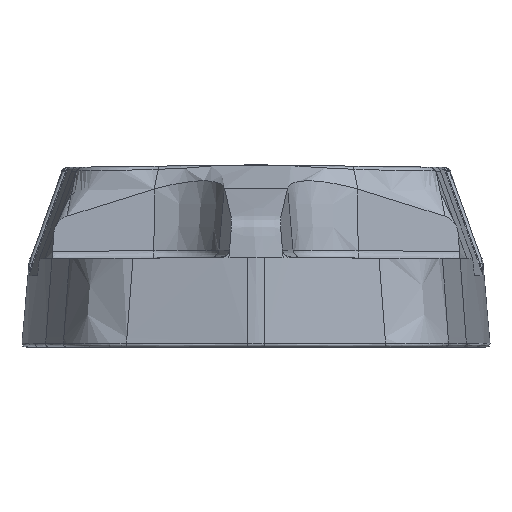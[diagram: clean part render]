
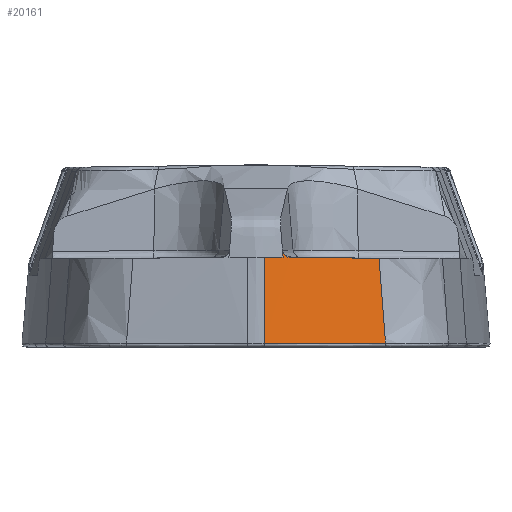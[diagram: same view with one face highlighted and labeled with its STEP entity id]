
A CAD part, left-side view. The second image highlights one B-rep face of the part: STEP entity #20161.
In plain terms, the highlighted free-form (B-spline) face has degree [1, 3] with [2, 10] control points.
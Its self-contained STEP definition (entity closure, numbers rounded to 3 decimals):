
#172 = CARTESIAN_POINT ( 'NONE',  ( -99.23, -6.592, 18.706 ) ) ;
#529 = CARTESIAN_POINT ( 'NONE',  ( -99.254, -6.169, 19.026 ) ) ;
#844 = EDGE_CURVE ( 'NONE', #23714, #12132, #20442, .T. ) ;
#864 = CARTESIAN_POINT ( 'NONE',  ( -91.46, -39.439, 44.411 ) ) ;
#969 = ORIENTED_EDGE ( 'NONE', *, *, #30659, .T. ) ;
#993 = CARTESIAN_POINT ( 'NONE',  ( -96.864, -38.678, -14.371 ) ) ;
#2428 = B_SPLINE_CURVE_WITH_KNOTS ( 'NONE', 3,
 ( #23359, #26351, #34780, #23242, #172, #14857, #529, #5969, #20632, #3089 ),
 .UNSPECIFIED., .F., .F.,
 ( 4, 2, 2, 2, 4 ),
 ( 0., 0.001, 0.001, 0.002, 0.002 ),
 .UNSPECIFIED. ) ;
#3089 = CARTESIAN_POINT ( 'NONE',  ( -99.247, -5.798, 19.625 ) ) ;
#3289 = ORIENTED_EDGE ( 'NONE', *, *, #31943, .T. ) ;
#3768 = CARTESIAN_POINT ( 'NONE',  ( -91.644, -38.538, 44.411 ) ) ;
#3889 = CARTESIAN_POINT ( 'NONE',  ( -100.859, 108.064, -14.371 ) ) ;
#4589 = CARTESIAN_POINT ( 'NONE',  ( -101.441, -1.765, 0.062 ) ) ;
#5221 = CARTESIAN_POINT ( 'NONE',  ( -99.343, -5.82, 18.511 ) ) ;
#5482 = EDGE_CURVE ( 'NONE', #30668, #23714, #26650, .T. ) ;
#5666 = ORIENTED_EDGE ( 'NONE', *, *, #9035, .T. ) ;
#5969 = CARTESIAN_POINT ( 'NONE',  ( -99.257, -5.951, 19.302 ) ) ;
#6172 = CARTESIAN_POINT ( 'NONE',  ( -97.631, -27.853, 0.424 ) ) ;
#6244 = CARTESIAN_POINT ( 'NONE',  ( -99.343, -5.82, 18.511 ) ) ;
#6257 = CARTESIAN_POINT ( 'NONE',  ( -97.663, -27.885, 0.001 ) ) ;
#6761 = CARTESIAN_POINT ( 'NONE',  ( -99.483, 78.308, 44.411 ) ) ;
#6867 = CARTESIAN_POINT ( 'NONE',  ( -96.283, -26.494, 18.331 ) ) ;
#7322 = ORIENTED_EDGE ( 'NONE', *, *, #5482, .F. ) ;
#7546 = VERTEX_POINT ( 'NONE', #6244 ) ;
#8981 = EDGE_CURVE ( 'NONE', #27691, #12132, #36761, .T. ) ;
#9035 = EDGE_CURVE ( 'NONE', #30668, #16428, #31243, .T. ) ;
#9751 = CARTESIAN_POINT ( 'NONE',  ( -95.771, 107.226, 44.411 ) ) ;
#10198 = CARTESIAN_POINT ( 'NONE',  ( -100.624, -1.769, 9.346 ) ) ;
#10444 = CARTESIAN_POINT ( 'NONE',  ( -101.162, -1.767, 3.238 ) ) ;
#10703 = CARTESIAN_POINT ( 'NONE',  ( -97.663, -27.885, 0.001 ) ) ;
#11111 = B_SPLINE_CURVE_WITH_KNOTS ( 'NONE', 3,
 ( #5221, #31124, #34031, #16875 ),
 .UNSPECIFIED., .F., .F.,
 ( 4, 4 ),
 ( 0., 0.001 ),
 .UNSPECIFIED. ) ;
#11312 = FACE_OUTER_BOUND ( 'NONE', #19783, .T. ) ;
#11558 = CARTESIAN_POINT ( 'NONE',  ( -97.567, -27.789, 1.271 ) ) ;
#12132 = VERTEX_POINT ( 'NONE', #10703 ) ;
#12280 = CARTESIAN_POINT ( 'NONE',  ( -104.618, 78.773, -14.371 ) ) ;
#12662 = CARTESIAN_POINT ( 'NONE',  ( -93.433, 138.991, -14.371 ) ) ;
#12884 = B_SPLINE_SURFACE_WITH_KNOTS ( 'NONE', 1, 3, ( 
 ( #29678, #15043, #993, #35218, #26940, #12280, #3889, #35099, #32705, #12662 ),
 ( #864, #3768, #29800, #17947, #32451, #6761, #9751, #32575, #32201, #35597 ) ),
 .UNSPECIFIED., .F., .F., .F.,
 ( 2, 2 ),
 ( 4, 2, 2, 2, 4 ),
 ( -0.095, 1.485 ),
 ( -0.016, 0., 0.5, 1., 1.016 ),
 .UNSPECIFIED. ) ;
#13114 = CARTESIAN_POINT ( 'NONE',  ( -100.893, -1.768, 6.292 ) ) ;
#13186 = CARTESIAN_POINT ( 'NONE',  ( -99.81, -1.772, 18.533 ) ) ;
#13238 = CARTESIAN_POINT ( 'NONE',  ( -101.431, -1.765, 0.184 ) ) ;
#13584 = VERTEX_POINT ( 'NONE', #13186 ) ;
#14857 = CARTESIAN_POINT ( 'NONE',  ( -99.249, -6.301, 18.904 ) ) ;
#15043 = CARTESIAN_POINT ( 'NONE',  ( -96.678, -39.591, -14.371 ) ) ;
#15666 = CARTESIAN_POINT ( 'NONE',  ( -98.339, -13.828, 18.457 ) ) ;
#16063 = ORIENTED_EDGE ( 'NONE', *, *, #844, .F. ) ;
#16428 = VERTEX_POINT ( 'NONE', #30941 ) ;
#16875 = CARTESIAN_POINT ( 'NONE',  ( -99.247, -5.798, 19.625 ) ) ;
#17947 = CARTESIAN_POINT ( 'NONE',  ( -97.746, -8.678, 44.411 ) ) ;
#18734 = CARTESIAN_POINT ( 'NONE',  ( -99.247, -5.798, 19.625 ) ) ;
#18768 = CARTESIAN_POINT ( 'NONE',  ( -100.084, -1.772, 15.471 ) ) ;
#19783 = EDGE_LOOP ( 'NONE', ( #25281, #31318, #16063, #7322, #5666, #969, #28226, #3289 ) ) ;
#20107 = CARTESIAN_POINT ( 'NONE',  ( -96.71, -26.926, 12.645 ) ) ;
#20161 = ADVANCED_FACE ( 'NONE', ( #11312 ), #12884, .T. ) ;
#20225 = CARTESIAN_POINT ( 'NONE',  ( -97.663, -27.885, 0.001 ) ) ;
#20442 = B_SPLINE_CURVE_WITH_KNOTS ( 'NONE', 3,
 ( #11558, #34493, #6172, #20225 ),
 .UNSPECIFIED., .F., .F.,
 ( 4, 4 ),
 ( 0.11, 0.111 ),
 .UNSPECIFIED. ) ;
#20632 = CARTESIAN_POINT ( 'NONE',  ( -99.254, -5.861, 19.459 ) ) ;
#22302 = CARTESIAN_POINT ( 'NONE',  ( -99.664, -3.123, 18.525 ) ) ;
#22716 = CARTESIAN_POINT ( 'NONE',  ( -96.283, -26.494, 18.331 ) ) ;
#23242 = CARTESIAN_POINT ( 'NONE',  ( -99.217, -6.752, 18.63 ) ) ;
#23359 = CARTESIAN_POINT ( 'NONE',  ( -99.143, -7.439, 18.499 ) ) ;
#23387 = CARTESIAN_POINT ( 'NONE',  ( -97.567, -27.789, 1.271 ) ) ;
#23409 = CARTESIAN_POINT ( 'NONE',  ( -101.447, -1.765, 0.001 ) ) ;
#23714 = VERTEX_POINT ( 'NONE', #23387 ) ;
#23980 = CARTESIAN_POINT ( 'NONE',  ( -101.447, -1.765, 0.001 ) ) ;
#24740 = VERTEX_POINT ( 'NONE', #18734 ) ;
#24864 = CARTESIAN_POINT ( 'NONE',  ( -100.354, -1.77, 12.408 ) ) ;
#25281 = ORIENTED_EDGE ( 'NONE', *, *, #26999, .T. ) ;
#26351 = CARTESIAN_POINT ( 'NONE',  ( -99.165, -7.262, 18.499 ) ) ;
#26650 = B_SPLINE_CURVE_WITH_KNOTS ( 'NONE', 3,
 ( #22716, #20107, #36990, #28469 ),
 .UNSPECIFIED., .F., .F.,
 ( 4, 4 ),
 ( 0., 0.94 ),
 .UNSPECIFIED. ) ;
#26779 = B_SPLINE_CURVE_WITH_KNOTS ( 'NONE', 3,
 ( #27252, #18768, #24864, #10198, #13114, #10444, #13238, #30132, #4589, #27735 ),
 .UNSPECIFIED., .F., .F.,
 ( 4, 3, 3, 4 ),
 ( 0., 0.009, 0.018, 0.019 ),
 .UNSPECIFIED. ) ;
#26940 = CARTESIAN_POINT ( 'NONE',  ( -105.618, 20.06, -14.371 ) ) ;
#26999 = EDGE_CURVE ( 'NONE', #13584, #27691, #26779, .T. ) ;
#27252 = CARTESIAN_POINT ( 'NONE',  ( -99.81, -1.772, 18.533 ) ) ;
#27679 = CARTESIAN_POINT ( 'NONE',  ( -99.343, -5.82, 18.511 ) ) ;
#27691 = VERTEX_POINT ( 'NONE', #23980 ) ;
#27735 = CARTESIAN_POINT ( 'NONE',  ( -101.447, -1.765, 0.001 ) ) ;
#28226 = ORIENTED_EDGE ( 'NONE', *, *, #34524, .F. ) ;
#28469 = CARTESIAN_POINT ( 'NONE',  ( -97.567, -27.789, 1.271 ) ) ;
#28803 = CARTESIAN_POINT ( 'NONE',  ( -99.207, -19.248, 0.001 ) ) ;
#28997 = CARTESIAN_POINT ( 'NONE',  ( -96.283, -26.494, 18.331 ) ) ;
#29678 = CARTESIAN_POINT ( 'NONE',  ( -96.491, -40.503, -14.371 ) ) ;
#29800 = CARTESIAN_POINT ( 'NONE',  ( -91.828, -37.636, 44.411 ) ) ;
#30132 = CARTESIAN_POINT ( 'NONE',  ( -101.436, -1.765, 0.123 ) ) ;
#30659 = EDGE_CURVE ( 'NONE', #16428, #24740, #2428, .T. ) ;
#30668 = VERTEX_POINT ( 'NONE', #28997 ) ;
#30687 = CARTESIAN_POINT ( 'NONE',  ( -99.81, -1.772, 18.533 ) ) ;
#30941 = CARTESIAN_POINT ( 'NONE',  ( -99.143, -7.439, 18.499 ) ) ;
#31124 = CARTESIAN_POINT ( 'NONE',  ( -99.314, -5.79, 18.882 ) ) ;
#31243 = B_SPLINE_CURVE_WITH_KNOTS ( 'NONE', 3,
 ( #6867, #32802, #15666, #32427 ),
 .UNSPECIFIED., .F., .F.,
 ( 4, 4 ),
 ( 0., 0.922 ),
 .UNSPECIFIED. ) ;
#31318 = ORIENTED_EDGE ( 'NONE', *, *, #8981, .T. ) ;
#31696 = CARTESIAN_POINT ( 'NONE',  ( -100.47, -10.532, 0.001 ) ) ;
#31943 = EDGE_CURVE ( 'NONE', #7546, #13584, #36623, .T. ) ;
#32201 = CARTESIAN_POINT ( 'NONE',  ( -88.656, 136.861, 44.411 ) ) ;
#32427 = CARTESIAN_POINT ( 'NONE',  ( -99.143, -7.439, 18.499 ) ) ;
#32451 = CARTESIAN_POINT ( 'NONE',  ( -100.47, 20.35, 44.411 ) ) ;
#32575 = CARTESIAN_POINT ( 'NONE',  ( -88.87, 135.966, 44.411 ) ) ;
#32705 = CARTESIAN_POINT ( 'NONE',  ( -93.651, 138.085, -14.371 ) ) ;
#32802 = CARTESIAN_POINT ( 'NONE',  ( -97.384, -20.183, 18.401 ) ) ;
#33583 = CARTESIAN_POINT ( 'NONE',  ( -99.507, -4.472, 18.518 ) ) ;
#34031 = CARTESIAN_POINT ( 'NONE',  ( -99.28, -5.799, 19.254 ) ) ;
#34493 = CARTESIAN_POINT ( 'NONE',  ( -97.599, -27.821, 0.848 ) ) ;
#34524 = EDGE_CURVE ( 'NONE', #7546, #24740, #11111, .T. ) ;
#34780 = CARTESIAN_POINT ( 'NONE',  ( -99.184, -7.089, 18.525 ) ) ;
#35099 = CARTESIAN_POINT ( 'NONE',  ( -93.868, 137.179, -14.371 ) ) ;
#35218 = CARTESIAN_POINT ( 'NONE',  ( -102.859, -9.342, -14.371 ) ) ;
#35597 = CARTESIAN_POINT ( 'NONE',  ( -88.441, 137.755, 44.411 ) ) ;
#36623 = B_SPLINE_CURVE_WITH_KNOTS ( 'NONE', 3,
 ( #27679, #33583, #22302, #30687 ),
 .UNSPECIFIED., .F., .F.,
 ( 4, 4 ),
 ( 0., 0.407 ),
 .UNSPECIFIED. ) ;
#36761 = B_SPLINE_CURVE_WITH_KNOTS ( 'NONE', 3,
 ( #23409, #31696, #28803, #6257 ),
 .UNSPECIFIED., .F., .F.,
 ( 4, 4 ),
 ( 0., 0.026 ),
 .UNSPECIFIED. ) ;
#36990 = CARTESIAN_POINT ( 'NONE',  ( -97.139, -27.357, 6.958 ) ) ;
